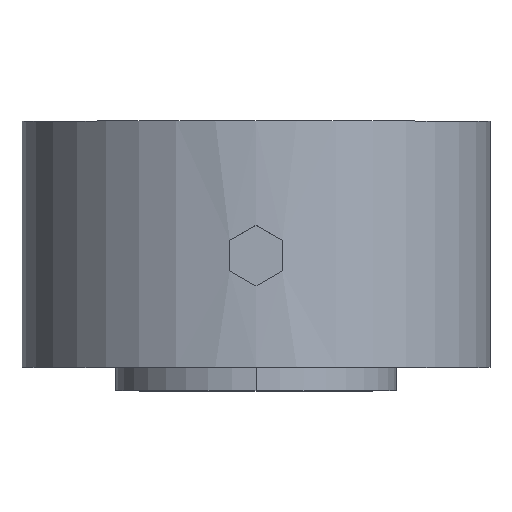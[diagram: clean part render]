
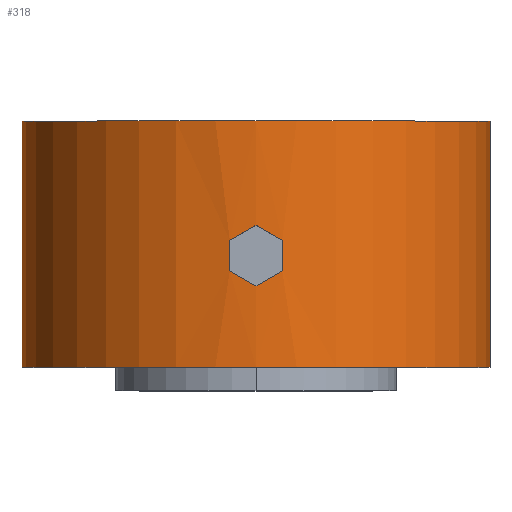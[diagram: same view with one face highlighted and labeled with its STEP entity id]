
A CAD part, top view. The second image highlights one B-rep face of the part: STEP entity #318.
In plain terms, the highlighted cylindrical face has radius 3.969 mm (diameter 7.938 mm), a partial arc.
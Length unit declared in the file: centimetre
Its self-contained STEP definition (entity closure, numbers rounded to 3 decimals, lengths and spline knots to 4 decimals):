
#2 = VERTEX_POINT ( 'NONE', #399 ) ;
#3 = CIRCLE ( 'NONE', #236, 0.3969 ) ;
#4 = VECTOR ( 'NONE', #533, 100. ) ;
#7 = FACE_BOUND ( 'NONE', #201, .T. ) ;
#9 = VERTEX_POINT ( 'NONE', #368 ) ;
#10 = ORIENTED_EDGE ( 'NONE', *, *, #298, .T. ) ;
#17 = ORIENTED_EDGE ( 'NONE', *, *, #242, .T. ) ;
#40 = FACE_OUTER_BOUND ( 'NONE', #123, .T. ) ;
#43 = ORIENTED_EDGE ( 'NONE', *, *, #279, .T. ) ;
#61 = VERTEX_POINT ( 'NONE', #408 ) ;
#63 = ORIENTED_EDGE ( 'NONE', *, *, #314, .F. ) ;
#66 = VECTOR ( 'NONE', #492, 100. ) ;
#67 = ORIENTED_EDGE ( 'NONE', *, *, #315, .T. ) ;
#68 = VECTOR ( 'NONE', #384, 100. ) ;
#81 = VERTEX_POINT ( 'NONE', #499 ) ;
#102 = VERTEX_POINT ( 'NONE', #417 ) ;
#105 = VERTEX_POINT ( 'NONE', #527 ) ;
#121 = VERTEX_POINT ( 'NONE', #410 ) ;
#123 = EDGE_LOOP ( 'NONE', ( #171, #167, #17, #63 ) ) ;
#124 = VERTEX_POINT ( 'NONE', #388 ) ;
#150 = ORIENTED_EDGE ( 'NONE', *, *, #254, .T. ) ;
#159 = ORIENTED_EDGE ( 'NONE', *, *, #294, .T. ) ;
#162 = VERTEX_POINT ( 'NONE', #415 ) ;
#167 = ORIENTED_EDGE ( 'NONE', *, *, #244, .T. ) ;
#171 = ORIENTED_EDGE ( 'NONE', *, *, #290, .T. ) ;
#185 = VERTEX_POINT ( 'NONE', #360 ) ;
#186 = CIRCLE ( 'NONE', #310, 0.3969 ) ;
#188 = VECTOR ( 'NONE', #514, 100. ) ;
#190 = ORIENTED_EDGE ( 'NONE', *, *, #312, .T. ) ;
#195 = LINE ( 'NONE', #440, #66 ) ;
#197 = LINE ( 'NONE', #398, #4 ) ;
#201 = EDGE_LOOP ( 'NONE', ( #10, #67, #43, #150, #190, #159 ) ) ;
#224 = CYLINDRICAL_SURFACE ( 'NONE', #241, 0.3969 ) ;
#227 = LINE ( 'NONE', #478, #188 ) ;
#230 = LINE ( 'NONE', #422, #68 ) ;
#236 = AXIS2_PLACEMENT_3D ( 'NONE', #370, #517, #375 ) ;
#241 = AXIS2_PLACEMENT_3D ( 'NONE', #433, #479, #455 ) ;
#242 = EDGE_CURVE ( 'NONE', #105, #61, #186, .T. ) ;
#244 = EDGE_CURVE ( 'NONE', #185, #105, #230, .T. ) ;
#254 = EDGE_CURVE ( 'NONE', #121, #102, #337, .T. ) ;
#279 = EDGE_CURVE ( 'NONE', #81, #121, #227, .T. ) ;
#290 = EDGE_CURVE ( 'NONE', #124, #185, #3, .T. ) ;
#294 = EDGE_CURVE ( 'NONE', #9, #2, #195, .T. ) ;
#298 = EDGE_CURVE ( 'NONE', #2, #162, #340, .T. ) ;
#310 = AXIS2_PLACEMENT_3D ( 'NONE', #540, #471, #502 ) ;
#312 = EDGE_CURVE ( 'NONE', #102, #9, #338, .T. ) ;
#314 = EDGE_CURVE ( 'NONE', #124, #61, #197, .T. ) ;
#315 = EDGE_CURVE ( 'NONE', #162, #81, #336, .T. ) ;
#318 = ADVANCED_FACE ( 'NONE', ( #7, #40 ), #224, .T. ) ;
#336 =( BOUNDED_CURVE ( )  B_SPLINE_CURVE ( 3, ( #394, #462, #469, #442 ),
 .UNSPECIFIED., .F., .T. ) 
 B_SPLINE_CURVE_WITH_KNOTS ( ( 4, 4 ),
 ( 4.7124, 4.8246 ),
 .UNSPECIFIED. ) 
 CURVE ( )  GEOMETRIC_REPRESENTATION_ITEM ( )  RATIONAL_B_SPLINE_CURVE ( ( 1., 0.999, 0.999, 1. ) ) 
 REPRESENTATION_ITEM ( '' )  );
#337 =( BOUNDED_CURVE ( )  B_SPLINE_CURVE ( 3, ( #535, #365, #477, #429 ),
 .UNSPECIFIED., .F., .T. ) 
 B_SPLINE_CURVE_WITH_KNOTS ( ( 4, 4 ),
 ( 4.6002, 4.7124 ),
 .UNSPECIFIED. ) 
 CURVE ( )  GEOMETRIC_REPRESENTATION_ITEM ( )  RATIONAL_B_SPLINE_CURVE ( ( 1., 0.999, 0.999, 1. ) ) 
 REPRESENTATION_ITEM ( '' )  );
#338 =( BOUNDED_CURVE ( )  B_SPLINE_CURVE ( 3, ( #489, #475, #507, #427 ),
 .UNSPECIFIED., .F., .T. ) 
 B_SPLINE_CURVE_WITH_KNOTS ( ( 4, 4 ),
 ( 1.5708, 1.683 ),
 .UNSPECIFIED. ) 
 CURVE ( )  GEOMETRIC_REPRESENTATION_ITEM ( )  RATIONAL_B_SPLINE_CURVE ( ( 1., 0.999, 0.999, 1. ) ) 
 REPRESENTATION_ITEM ( '' )  );
#340 =( BOUNDED_CURVE ( )  B_SPLINE_CURVE ( 3, ( #454, #411, #363, #451 ),
 .UNSPECIFIED., .F., .T. ) 
 B_SPLINE_CURVE_WITH_KNOTS ( ( 4, 4 ),
 ( 1.4586, 1.5708 ),
 .UNSPECIFIED. ) 
 CURVE ( )  GEOMETRIC_REPRESENTATION_ITEM ( )  RATIONAL_B_SPLINE_CURVE ( ( 1., 0.999, 0.999, 1. ) ) 
 REPRESENTATION_ITEM ( '' )  );
#360 = CARTESIAN_POINT ( 'NONE',  ( 0.3969, 0.0397, 0. ) ) ;
#363 = CARTESIAN_POINT ( 'NONE',  ( 0.0149, 0.1859, 0.3969 ) ) ;
#365 = CARTESIAN_POINT ( 'NONE',  ( -0.0297, 0.2628, 0.396 ) ) ;
#368 = CARTESIAN_POINT ( 'NONE',  ( 0.0444, 0.2543, 0.3944 ) ) ;
#370 = CARTESIAN_POINT ( 'NONE',  ( 0., 0.0397, 0. ) ) ;
#375 = DIRECTION ( 'NONE',  ( -1., 0., 0. ) ) ;
#384 = DIRECTION ( 'NONE',  ( 0., 1., 0. ) ) ;
#388 = CARTESIAN_POINT ( 'NONE',  ( -0.3969, 0.0397, 0. ) ) ;
#394 = CARTESIAN_POINT ( 'NONE',  ( 0., 0.1773, 0.3969 ) ) ;
#398 = CARTESIAN_POINT ( 'NONE',  ( -0.3969, 0., 0. ) ) ;
#399 = CARTESIAN_POINT ( 'NONE',  ( 0.0444, 0.2029, 0.3944 ) ) ;
#408 = CARTESIAN_POINT ( 'NONE',  ( -0.3969, 0.4572, 0. ) ) ;
#410 = CARTESIAN_POINT ( 'NONE',  ( -0.0445, 0.2543, 0.3944 ) ) ;
#411 = CARTESIAN_POINT ( 'NONE',  ( 0.0297, 0.1944, 0.396 ) ) ;
#415 = CARTESIAN_POINT ( 'NONE',  ( 0., 0.1773, 0.3969 ) ) ;
#417 = CARTESIAN_POINT ( 'NONE',  ( 0., 0.2799, 0.3969 ) ) ;
#422 = CARTESIAN_POINT ( 'NONE',  ( 0.3969, 0., 0. ) ) ;
#427 = CARTESIAN_POINT ( 'NONE',  ( 0.0444, 0.2543, 0.3944 ) ) ;
#429 = CARTESIAN_POINT ( 'NONE',  ( 0., 0.2799, 0.3969 ) ) ;
#433 = CARTESIAN_POINT ( 'NONE',  ( 0., 0., 0. ) ) ;
#440 = CARTESIAN_POINT ( 'NONE',  ( 0.0444, 0., 0.3944 ) ) ;
#442 = CARTESIAN_POINT ( 'NONE',  ( -0.0445, 0.2029, 0.3944 ) ) ;
#451 = CARTESIAN_POINT ( 'NONE',  ( 0., 0.1773, 0.3969 ) ) ;
#454 = CARTESIAN_POINT ( 'NONE',  ( 0.0444, 0.2029, 0.3944 ) ) ;
#455 = DIRECTION ( 'NONE',  ( -1., 0., 0. ) ) ;
#462 = CARTESIAN_POINT ( 'NONE',  ( -0.0149, 0.1859, 0.3969 ) ) ;
#469 = CARTESIAN_POINT ( 'NONE',  ( -0.0297, 0.1944, 0.396 ) ) ;
#471 = DIRECTION ( 'NONE',  ( 0., -1., 0. ) ) ;
#475 = CARTESIAN_POINT ( 'NONE',  ( 0.0149, 0.2713, 0.3969 ) ) ;
#477 = CARTESIAN_POINT ( 'NONE',  ( -0.0149, 0.2713, 0.3969 ) ) ;
#478 = CARTESIAN_POINT ( 'NONE',  ( -0.0445, 0., 0.3944 ) ) ;
#479 = DIRECTION ( 'NONE',  ( 0., 1., 0. ) ) ;
#489 = CARTESIAN_POINT ( 'NONE',  ( 0., 0.2799, 0.3969 ) ) ;
#492 = DIRECTION ( 'NONE',  ( 0., -1., 0. ) ) ;
#499 = CARTESIAN_POINT ( 'NONE',  ( -0.0445, 0.2029, 0.3944 ) ) ;
#502 = DIRECTION ( 'NONE',  ( -1., 0., 0. ) ) ;
#507 = CARTESIAN_POINT ( 'NONE',  ( 0.0297, 0.2628, 0.396 ) ) ;
#514 = DIRECTION ( 'NONE',  ( 0., 1., 0. ) ) ;
#517 = DIRECTION ( 'NONE',  ( 0., 1., 0. ) ) ;
#527 = CARTESIAN_POINT ( 'NONE',  ( 0.3969, 0.4572, 0. ) ) ;
#533 = DIRECTION ( 'NONE',  ( 0., 1., 0. ) ) ;
#535 = CARTESIAN_POINT ( 'NONE',  ( -0.0445, 0.2543, 0.3944 ) ) ;
#540 = CARTESIAN_POINT ( 'NONE',  ( 0., 0.4572, 0. ) ) ;
